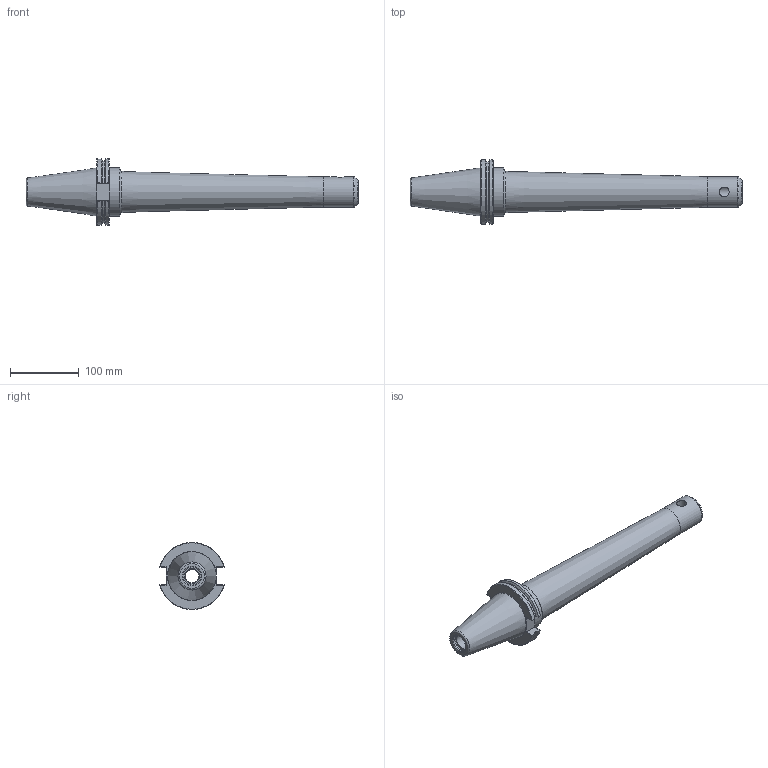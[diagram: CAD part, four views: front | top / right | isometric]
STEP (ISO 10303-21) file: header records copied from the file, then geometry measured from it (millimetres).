
FILE_DESCRIPTION(/* description */ (''),/* implementation_level */ '2;1');
FILE_NAME(/* name */ 'DCAT50-EM075-1500.stp',/* time_stamp */ '2019-07-19T15:06:56-05:00',/* author */ ('ldfli'),/* organization */ (''),/* preprocessor_version */ 'ST-DEVELOPER v18',/* originating_system */ 'Autodesk Inventor LT',/* authorisation */ '');
FILE_SCHEMA (('AUTOMOTIVE_DESIGN { 1 0 10303 214 3 1 1 }'));
Length unit declared in the file: millimetre
Products named in the file (1): DCAT50-EM075-1500
Bounding box: 482.62 x 93.8 x 97.14 mm (x, y, z)
Volume: 966565.9 mm3; surface area: 125098.2 mm2
Topology: 1 solids, 1 shells, 74 faces, 228 edges, 160 vertices
Faces by surface type: plane 31, cylinder 15, torus 15, cone 13
Full cylindrical faces by diameter (mm): 10 x1, 14.351 x1, 19.05 x1, 20.05 x1, 21.971 x1, 26.2 x1, 26.7 x1, 44.45 x1, 69.849 x1
Entity records: 2764 total; most frequent: CARTESIAN_POINT 670, ORIENTED_EDGE 456, DIRECTION 439, EDGE_CURVE 228, AXIS2_PLACEMENT_3D 181, VERTEX_POINT 160, CIRCLE 106, EDGE_LOOP 82
